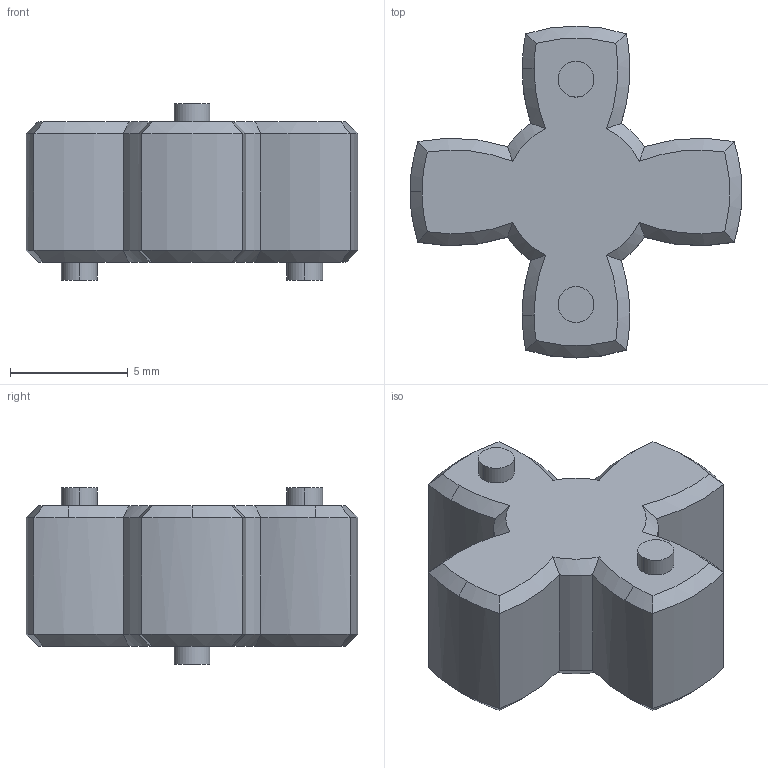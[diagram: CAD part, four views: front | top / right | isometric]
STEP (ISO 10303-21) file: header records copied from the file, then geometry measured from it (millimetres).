
FILE_DESCRIPTION (( 'STEP AP214' ), '1' );
FILE_NAME ('DC-JS14-98A.STEP', '2015-12-01T20:22:45', ( '' ), ( '' ), 'SwSTEP 2.0', 'SolidWorks 2015', '' );
FILE_SCHEMA (( 'AUTOMOTIVE_DESIGN' ));
Length unit declared in the file: millimetre
Products named in the file (1): DC-JS14-98A
Bounding box: 14.1 x 14.1 x 7.49 mm (x, y, z)
Volume: 605.5 mm3; surface area: 508.9 mm2
Topology: 1 solids, 1 shells, 71 faces, 160 edges, 95 vertices
Faces by surface type: cone 38, cylinder 27, plane 6
Entity records: 2055 total; most frequent: CARTESIAN_POINT 423, DIRECTION 367, ORIENTED_EDGE 320, AXIS2_PLACEMENT_3D 167, EDGE_CURVE 160, VERTEX_POINT 95, CIRCLE 95, EDGE_LOOP 75
